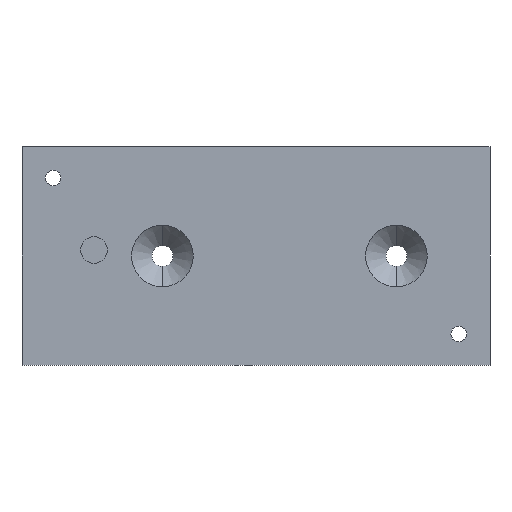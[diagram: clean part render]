
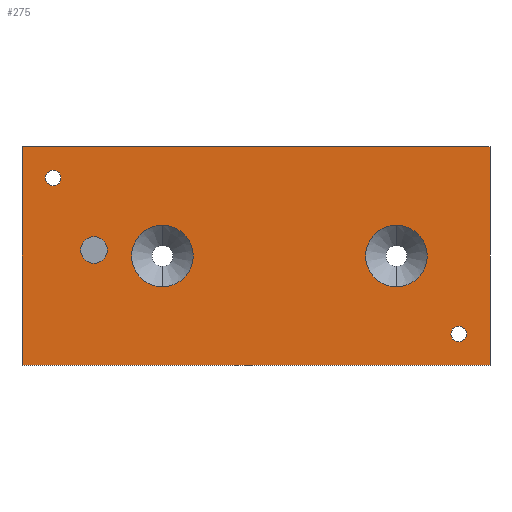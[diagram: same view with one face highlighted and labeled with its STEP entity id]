
A CAD part, front view. The second image highlights one B-rep face of the part: STEP entity #275.
In plain terms, the highlighted planar face has unit normal (0, -1, 0).
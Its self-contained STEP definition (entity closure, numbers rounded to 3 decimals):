
#47 = EDGE_LOOP ( 'NONE', ( #974, #98 ) ) ;
#98 = ORIENTED_EDGE ( 'NONE', *, *, #721, .T. ) ;
#112 = ORIENTED_EDGE ( 'NONE', *, *, #338, .F. ) ;
#126 = ORIENTED_EDGE ( 'NONE', *, *, #4517, .T. ) ;
#129 = VERTEX_POINT ( 'NONE', #1815 ) ;
#133 = EDGE_CURVE ( 'NONE', #4601, #138, #1842, .T. ) ;
#137 = ORIENTED_EDGE ( 'NONE', *, *, #474, .F. ) ;
#138 = VERTEX_POINT ( 'NONE', #1873 ) ;
#182 = EDGE_CURVE ( 'NONE', #129, #279, #2158, .T. ) ;
#274 = ORIENTED_EDGE ( 'NONE', *, *, #133, .F. ) ;
#275 = ADVANCED_FACE ( 'NONE', ( #2897, #2898, #2899, #2900, #2901, #2902 ), #2920, .F. ) ;
#279 = VERTEX_POINT ( 'NONE', #2957 ) ;
#284 = VERTEX_POINT ( 'NONE', #2990 ) ;
#291 = EDGE_LOOP ( 'NONE', ( #126, #4539 ) ) ;
#293 = EDGE_CURVE ( 'NONE', #138, #323, #3095, .T. ) ;
#323 = VERTEX_POINT ( 'NONE', #3300 ) ;
#338 = EDGE_CURVE ( 'NONE', #448, #4601, #3408, .T. ) ;
#383 = VERTEX_POINT ( 'NONE', #3656 ) ;
#448 = VERTEX_POINT ( 'NONE', #4164 ) ;
#452 = EDGE_CURVE ( 'NONE', #383, #760, #4178, .T. ) ;
#474 = EDGE_CURVE ( 'NONE', #323, #448, #4260, .T. ) ;
#494 = ORIENTED_EDGE ( 'NONE', *, *, #921, .T. ) ;
#529 = ORIENTED_EDGE ( 'NONE', *, *, #533, .T. ) ;
#533 = EDGE_CURVE ( 'NONE', #1657, #544, #1671, .T. ) ;
#544 = VERTEX_POINT ( 'NONE', #1763 ) ;
#608 = EDGE_LOOP ( 'NONE', ( #2330, #2687 ) ) ;
#683 = EDGE_CURVE ( 'NONE', #912, #3777, #2864, .T. ) ;
#721 = EDGE_CURVE ( 'NONE', #284, #1053, #3104, .T. ) ;
#746 = EDGE_LOOP ( 'NONE', ( #494, #529 ) ) ;
#760 = VERTEX_POINT ( 'NONE', #3297 ) ;
#799 = ORIENTED_EDGE ( 'NONE', *, *, #293, .F. ) ;
#859 = ORIENTED_EDGE ( 'NONE', *, *, #182, .T. ) ;
#912 = VERTEX_POINT ( 'NONE', #3858 ) ;
#921 = EDGE_CURVE ( 'NONE', #544, #1657, #3909, .T. ) ;
#974 = ORIENTED_EDGE ( 'NONE', *, *, #988, .T. ) ;
#988 = EDGE_CURVE ( 'NONE', #1053, #284, #1179, .T. ) ;
#1053 = VERTEX_POINT ( 'NONE', #1428 ) ;
#1074 = EDGE_LOOP ( 'NONE', ( #859, #3119 ) ) ;
#1179 = CIRCLE ( 'NONE', #1180, 2.5 ) ;
#1180 = AXIS2_PLACEMENT_3D ( 'NONE', #1181, #1187, #1188 ) ;
#1181 = CARTESIAN_POINT ( 'NONE',  ( -65., 0., 25. ) ) ;
#1187 = DIRECTION ( 'NONE',  ( 0., 1., 0. ) ) ;
#1188 = DIRECTION ( 'NONE',  ( 0., 0., 1. ) ) ;
#1428 = CARTESIAN_POINT ( 'NONE',  ( -65., 0., 27.5 ) ) ;
#1645 = CIRCLE ( 'NONE', #1646, 2.5 ) ;
#1646 = AXIS2_PLACEMENT_3D ( 'NONE', #1647, #1648, #1649 ) ;
#1647 = CARTESIAN_POINT ( 'NONE',  ( 65., 0., -25. ) ) ;
#1648 = DIRECTION ( 'NONE',  ( 0., 1., 0. ) ) ;
#1649 = DIRECTION ( 'NONE',  ( 0., 0., 1. ) ) ;
#1657 = VERTEX_POINT ( 'NONE', #2108 ) ;
#1671 = CIRCLE ( 'NONE', #1672, 9.875 ) ;
#1672 = AXIS2_PLACEMENT_3D ( 'NONE', #1673, #1674, #1675 ) ;
#1673 = CARTESIAN_POINT ( 'NONE',  ( 45., 0., 0. ) ) ;
#1674 = DIRECTION ( 'NONE',  ( 0., 1., 0. ) ) ;
#1675 = DIRECTION ( 'NONE',  ( 0., 0., 1. ) ) ;
#1763 = CARTESIAN_POINT ( 'NONE',  ( 45., 0., -9.875 ) ) ;
#1815 = CARTESIAN_POINT ( 'NONE',  ( -30., 0., -9.875 ) ) ;
#1842 = LINE ( 'NONE', #1843, #1844 ) ;
#1843 = CARTESIAN_POINT ( 'NONE',  ( -75., 0., -35. ) ) ;
#1844 = VECTOR ( 'NONE', #1845, 1000. ) ;
#1845 = DIRECTION ( 'NONE',  ( 0., 0., 1. ) ) ;
#1873 = CARTESIAN_POINT ( 'NONE',  ( -75., 0., 35. ) ) ;
#2108 = CARTESIAN_POINT ( 'NONE',  ( 45., 0., 9.875 ) ) ;
#2158 = CIRCLE ( 'NONE', #2159, 9.875 ) ;
#2159 = AXIS2_PLACEMENT_3D ( 'NONE', #2160, #2161, #2162 ) ;
#2160 = CARTESIAN_POINT ( 'NONE',  ( -30., 0., 0. ) ) ;
#2161 = DIRECTION ( 'NONE',  ( 0., 1., 0. ) ) ;
#2162 = DIRECTION ( 'NONE',  ( 0., 0., 1. ) ) ;
#2283 = CARTESIAN_POINT ( 'NONE',  ( -75., 0., -35. ) ) ;
#2330 = ORIENTED_EDGE ( 'NONE', *, *, #2611, .F. ) ;
#2611 = EDGE_CURVE ( 'NONE', #760, #383, #2869, .T. ) ;
#2686 = EDGE_LOOP ( 'NONE', ( #274, #112, #137, #799 ) ) ;
#2687 = ORIENTED_EDGE ( 'NONE', *, *, #452, .F. ) ;
#2864 = CIRCLE ( 'NONE', #2865, 2.5 ) ;
#2865 = AXIS2_PLACEMENT_3D ( 'NONE', #2866, #2867, #2868 ) ;
#2866 = CARTESIAN_POINT ( 'NONE',  ( 65., 0., -25. ) ) ;
#2867 = DIRECTION ( 'NONE',  ( 0., 1., 0. ) ) ;
#2868 = DIRECTION ( 'NONE',  ( 0., 0., 1. ) ) ;
#2869 = CIRCLE ( 'NONE', #2870, 4.25 ) ;
#2870 = AXIS2_PLACEMENT_3D ( 'NONE', #2874, #2875, #2876 ) ;
#2874 = CARTESIAN_POINT ( 'NONE',  ( -51.916, 0., 1.917 ) ) ;
#2875 = DIRECTION ( 'NONE',  ( 0., -1., 0. ) ) ;
#2876 = DIRECTION ( 'NONE',  ( 0., 0., -1. ) ) ;
#2897 = FACE_BOUND ( 'NONE', #608, .T. ) ;
#2898 = FACE_BOUND ( 'NONE', #746, .T. ) ;
#2899 = FACE_BOUND ( 'NONE', #1074, .T. ) ;
#2900 = FACE_BOUND ( 'NONE', #47, .T. ) ;
#2901 = FACE_BOUND ( 'NONE', #291, .T. ) ;
#2902 = FACE_OUTER_BOUND ( 'NONE', #2686, .T. ) ;
#2920 = PLANE ( 'NONE',  #2921 ) ;
#2921 = AXIS2_PLACEMENT_3D ( 'NONE', #2922, #2923, #2924 ) ;
#2922 = CARTESIAN_POINT ( 'NONE',  ( -75., 0., -35. ) ) ;
#2923 = DIRECTION ( 'NONE',  ( 0., 1., 0. ) ) ;
#2924 = DIRECTION ( 'NONE',  ( 0., 0., 1. ) ) ;
#2957 = CARTESIAN_POINT ( 'NONE',  ( -30., 0., 9.875 ) ) ;
#2990 = CARTESIAN_POINT ( 'NONE',  ( -65., 0., 22.5 ) ) ;
#3095 = LINE ( 'NONE', #3096, #3097 ) ;
#3096 = CARTESIAN_POINT ( 'NONE',  ( -75., 0., 35. ) ) ;
#3097 = VECTOR ( 'NONE', #3098, 1000. ) ;
#3098 = DIRECTION ( 'NONE',  ( 1., 0., 0. ) ) ;
#3104 = CIRCLE ( 'NONE', #3105, 2.5 ) ;
#3105 = AXIS2_PLACEMENT_3D ( 'NONE', #3106, #3107, #3108 ) ;
#3106 = CARTESIAN_POINT ( 'NONE',  ( -65., 0., 25. ) ) ;
#3107 = DIRECTION ( 'NONE',  ( 0., 1., 0. ) ) ;
#3108 = DIRECTION ( 'NONE',  ( 0., 0., 1. ) ) ;
#3119 = ORIENTED_EDGE ( 'NONE', *, *, #3369, .T. ) ;
#3297 = CARTESIAN_POINT ( 'NONE',  ( -51.916, 0., -2.333 ) ) ;
#3300 = CARTESIAN_POINT ( 'NONE',  ( 75., 0., 35. ) ) ;
#3369 = EDGE_CURVE ( 'NONE', #279, #129, #3541, .T. ) ;
#3408 = LINE ( 'NONE', #3409, #3410 ) ;
#3409 = CARTESIAN_POINT ( 'NONE',  ( -75., 0., -35. ) ) ;
#3410 = VECTOR ( 'NONE', #3411, 1000. ) ;
#3411 = DIRECTION ( 'NONE',  ( -1., 0., 0. ) ) ;
#3541 = CIRCLE ( 'NONE', #3542, 9.875 ) ;
#3542 = AXIS2_PLACEMENT_3D ( 'NONE', #3543, #3546, #3547 ) ;
#3543 = CARTESIAN_POINT ( 'NONE',  ( -30., 0., 0. ) ) ;
#3546 = DIRECTION ( 'NONE',  ( 0., 1., 0. ) ) ;
#3547 = DIRECTION ( 'NONE',  ( 0., 0., 1. ) ) ;
#3656 = CARTESIAN_POINT ( 'NONE',  ( -51.916, 0., 6.167 ) ) ;
#3777 = VERTEX_POINT ( 'NONE', #3857 ) ;
#3857 = CARTESIAN_POINT ( 'NONE',  ( 65., 0., -22.5 ) ) ;
#3858 = CARTESIAN_POINT ( 'NONE',  ( 65., 0., -27.5 ) ) ;
#3909 = CIRCLE ( 'NONE', #3910, 9.875 ) ;
#3910 = AXIS2_PLACEMENT_3D ( 'NONE', #3911, #3912, #3913 ) ;
#3911 = CARTESIAN_POINT ( 'NONE',  ( 45., 0., 0. ) ) ;
#3912 = DIRECTION ( 'NONE',  ( 0., 1., 0. ) ) ;
#3913 = DIRECTION ( 'NONE',  ( 0., 0., 1. ) ) ;
#4164 = CARTESIAN_POINT ( 'NONE',  ( 75., 0., -35. ) ) ;
#4178 = CIRCLE ( 'NONE', #4179, 4.25 ) ;
#4179 = AXIS2_PLACEMENT_3D ( 'NONE', #4180, #4181, #4182 ) ;
#4180 = CARTESIAN_POINT ( 'NONE',  ( -51.916, 0., 1.917 ) ) ;
#4181 = DIRECTION ( 'NONE',  ( 0., -1., 0. ) ) ;
#4182 = DIRECTION ( 'NONE',  ( 0., 0., -1. ) ) ;
#4260 = LINE ( 'NONE', #4261, #4262 ) ;
#4261 = CARTESIAN_POINT ( 'NONE',  ( 75., 0., -35. ) ) ;
#4262 = VECTOR ( 'NONE', #4263, 1000. ) ;
#4263 = DIRECTION ( 'NONE',  ( 0., 0., -1. ) ) ;
#4517 = EDGE_CURVE ( 'NONE', #3777, #912, #1645, .T. ) ;
#4539 = ORIENTED_EDGE ( 'NONE', *, *, #683, .T. ) ;
#4601 = VERTEX_POINT ( 'NONE', #2283 ) ;
